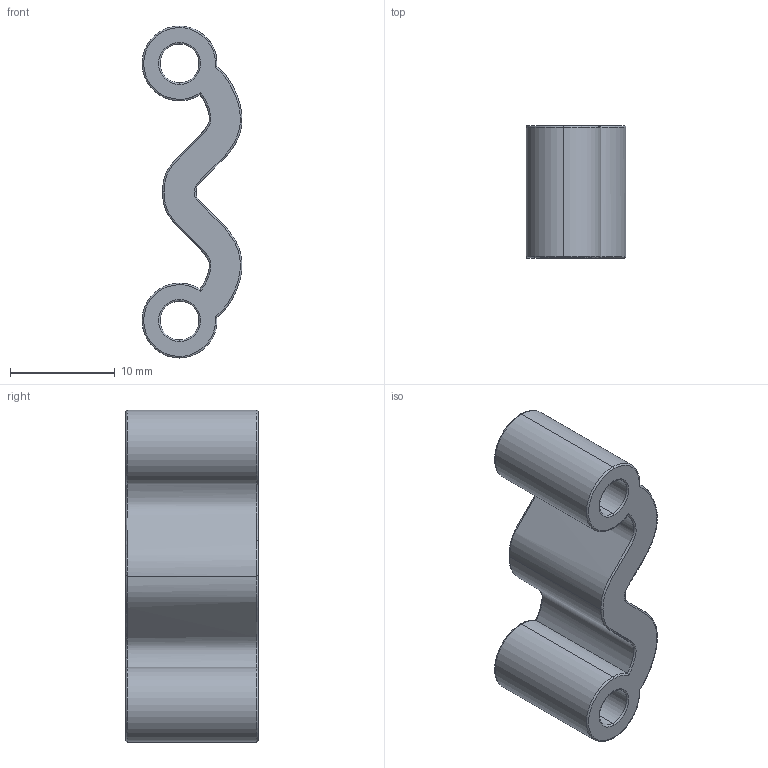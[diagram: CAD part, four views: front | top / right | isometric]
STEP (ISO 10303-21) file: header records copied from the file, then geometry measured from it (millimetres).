
FILE_DESCRIPTION (( 'STEP AP203' ), '1' );
FILE_NAME ('latch_looser_box filter25032020.STEP', '2020-03-25T11:43:25', ( '' ), ( '' ), 'SwSTEP 2.0', 'SolidWorks 2014', '' );
FILE_SCHEMA (( 'CONFIG_CONTROL_DESIGN' ));
Length unit declared in the file: millimetre
Products named in the file (1): latch_looser_box filter25032020
Bounding box: 9.51 x 12.6 x 31.64 mm (x, y, z)
Volume: 1717.8 mm3; surface area: 1671.3 mm2
Topology: 1 solids, 1 shells, 52 faces, 122 edges, 68 vertices
Faces by surface type: torus 20, bspline 20, cylinder 10, plane 2
Entity records: 3643 total; most frequent: CARTESIAN_POINT 2517, ORIENTED_EDGE 236, DIRECTION 196, EDGE_CURVE 118, AXIS2_PLACEMENT_3D 91, VERTEX_POINT 68, CIRCLE 58, EDGE_LOOP 56
